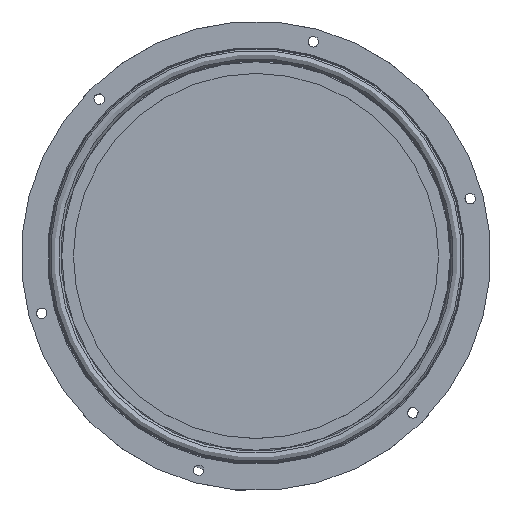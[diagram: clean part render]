
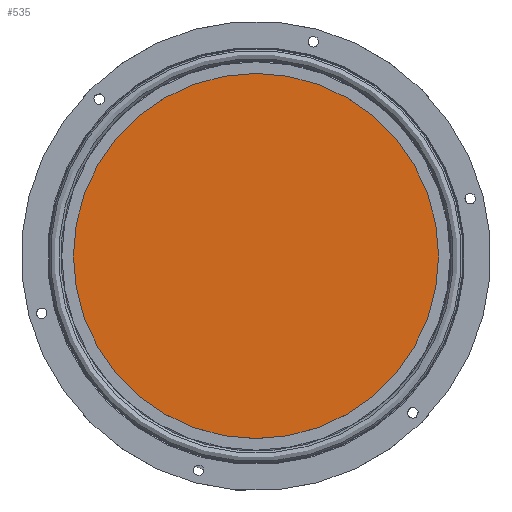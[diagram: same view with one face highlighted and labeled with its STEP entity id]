
A CAD part, top view. The second image highlights one B-rep face of the part: STEP entity #535.
In plain terms, the highlighted planar face has unit normal (0, 0, 1).
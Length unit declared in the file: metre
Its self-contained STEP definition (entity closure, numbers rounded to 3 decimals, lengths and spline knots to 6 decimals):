
#54=ORIENTED_EDGE('',*,*,#158,.T.);
#158=EDGE_CURVE('',#210,#210,#262,.T.);
#210=VERTEX_POINT('',#897);
#262=CIRCLE('',#596,0.044419);
#314=EDGE_LOOP('',(#54));
#418=FACE_BOUND('',#314,.T.);
#522=PLANE('',#595);
#535=ADVANCED_FACE('',(#418),#522,.T.);
#595=AXIS2_PLACEMENT_3D('',#895,#696,#697);
#596=AXIS2_PLACEMENT_3D('',#896,#698,#699);
#696=DIRECTION('',(0.,0.,1.));
#697=DIRECTION('',(1.,0.,0.));
#698=DIRECTION('',(0.,0.,1.));
#699=DIRECTION('',(1.,0.,0.));
#895=CARTESIAN_POINT('',(0.,0.,0.025));
#896=CARTESIAN_POINT('',(0.,0.,0.025));
#897=CARTESIAN_POINT('',(0.044419,0.,0.025));
